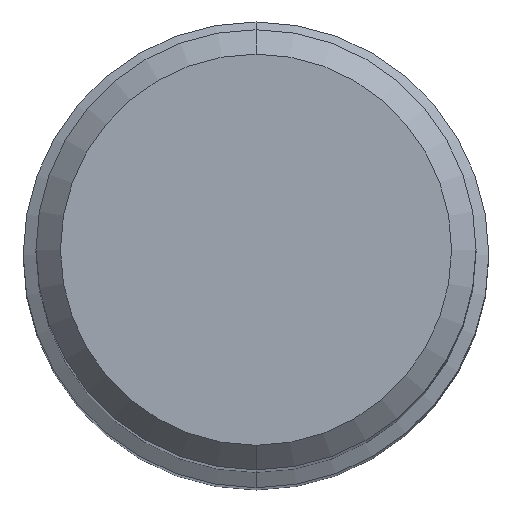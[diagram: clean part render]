
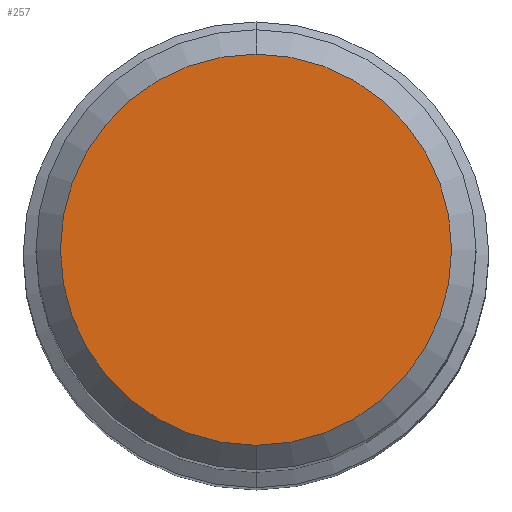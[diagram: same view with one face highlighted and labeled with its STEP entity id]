
A CAD part, top view. The second image highlights one B-rep face of the part: STEP entity #257.
In plain terms, the highlighted planar face has unit normal (0, 0, 1).
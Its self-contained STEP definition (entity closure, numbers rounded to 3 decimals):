
#219=VERTEX_POINT('',#606);
#257=ADVANCED_FACE('',(#652),#653,.T.);
#411=EDGE_CURVE('',#219,#563,#822,.T.);
#463=EDGE_CURVE('',#563,#219,#879,.T.);
#563=VERTEX_POINT('',#988);
#606=CARTESIAN_POINT('',(0.,-4.0,0.0));
#652=FACE_OUTER_BOUND('',#1090,.T.);
#653=PLANE('',#1091);
#822=CIRCLE('',#1412,4.0);
#879=CIRCLE('',#1508,4.0);
#988=CARTESIAN_POINT('',(0.0,4.0,0.0));
#1090=EDGE_LOOP('',(#1857,#1858));
#1091=AXIS2_PLACEMENT_3D('',#1859,#1860,#1861);
#1412=AXIS2_PLACEMENT_3D('',#2038,#2039,#2040);
#1508=AXIS2_PLACEMENT_3D('',#2096,#2097,#2098);
#1857=ORIENTED_EDGE('',*,*,#463,.F.);
#1858=ORIENTED_EDGE('',*,*,#411,.F.);
#1859=CARTESIAN_POINT('',(0.0,2.0,0.0));
#1860=DIRECTION('',(-0.0,0.0,1.0));
#1861=DIRECTION('',(0.0,-1.0,0.0));
#2038=CARTESIAN_POINT('',(0.0,0.0,0.0));
#2039=DIRECTION('',(0.0,0.0,-1.0));
#2040=DIRECTION('',(0.0,1.0,0.0));
#2096=CARTESIAN_POINT('',(0.0,0.0,0.0));
#2097=DIRECTION('',(0.0,0.0,-1.0));
#2098=DIRECTION('',(0.0,1.0,0.0));
